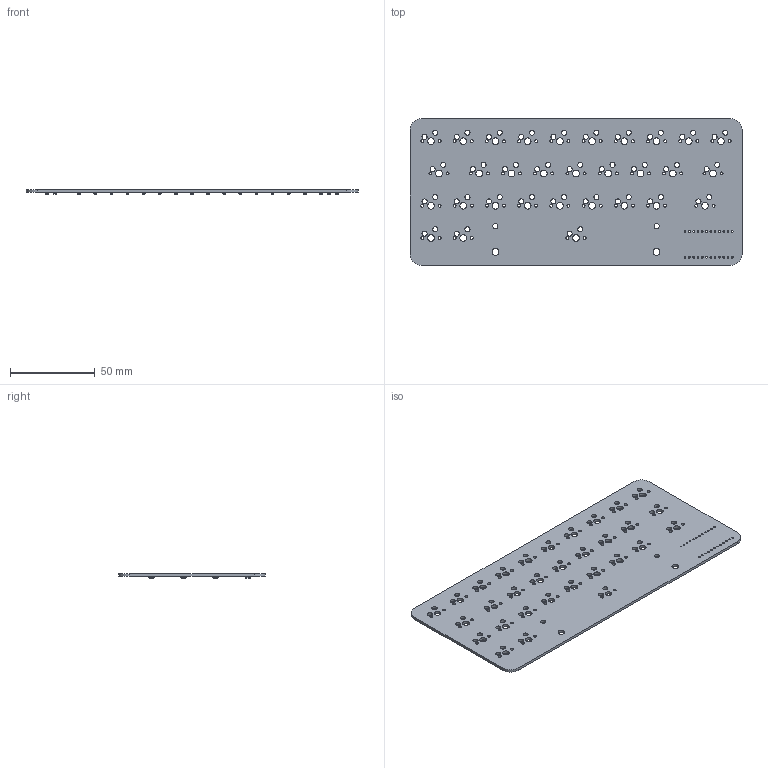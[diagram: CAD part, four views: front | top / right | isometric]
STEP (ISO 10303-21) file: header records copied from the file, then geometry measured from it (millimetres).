
FILE_DESCRIPTION(('KiCad electronic assembly'),'2;1');
FILE_NAME('tabesco-31.step','2024-12-12T11:53:11',('Pcbnew'),('Kicad'), 'Open CASCADE STEP processor 7.8','KiCad to STEP converter','Unknown' );
FILE_SCHEMA(('AUTOMOTIVE_DESIGN { 1 0 10303 214 1 1 1 1 }'));
Length unit declared in the file: millimetre
Products named in the file (4): tabesco-31 1; D_SOD-123; D_SOD_123; tabesco-48_PCB
Assembly tree (33 placements, depth 3):
  tabesco-31 1
    D_SOD-123  x31
      D_SOD_123
    tabesco-48_PCB
Bounding box: 196.22 x 86.68 x 2.9 mm (x, y, z)
Volume: 25650.2 mm3; surface area: 35682.8 mm2
Topology: 32 solids, 32 shells, 2270 faces, 5409 edges, 3234 vertices
Faces by surface type: plane 1029, bspline 806, cylinder 435
Full cylindrical faces by diameter (mm): 1 x24, 1.75 x62, 3 x62, 3.048 x2, 3.988 x33
Entity records: 10019 total; most frequent: DIRECTION 1623, CARTESIAN_POINT 1607, ORIENTED_EDGE 1458, EDGE_CURVE 729, AXIS2_PLACEMENT_3D 658, FACE_BOUND 627, EDGE_LOOP 627, VERTEX_POINT 474
